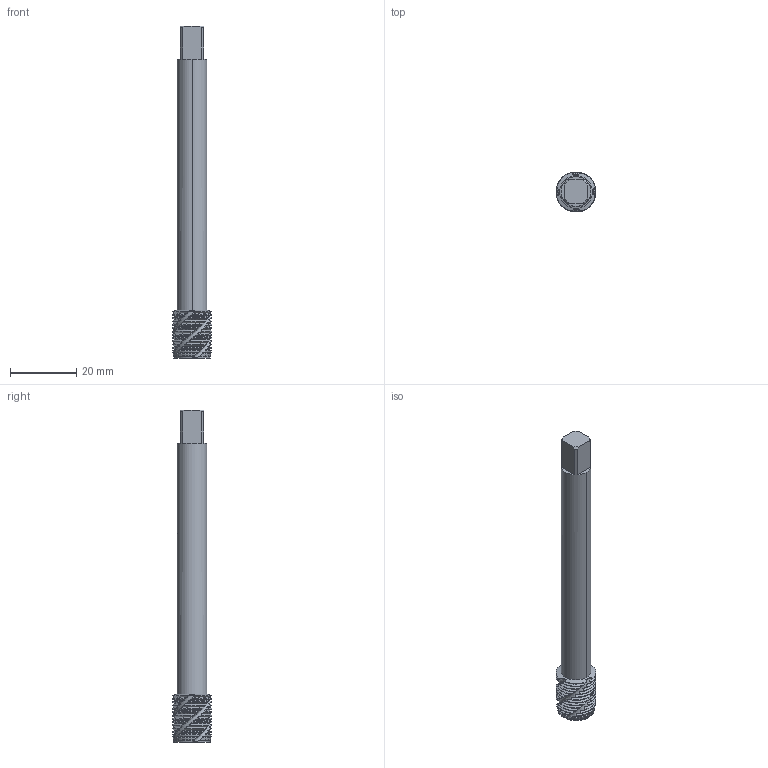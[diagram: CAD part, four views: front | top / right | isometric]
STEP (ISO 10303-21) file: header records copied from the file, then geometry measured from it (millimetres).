
FILE_DESCRIPTION(('no description'),'unknown implementation level');
FILE_NAME('solidZttpf_GkfhG3_Mn61ZUMZXNbUMk_1.STP',' ',('CIM GmbH Aachen'),('CADClick - KiM GmbH - www.kimweb.de'),'unknown preprocess','ACIS','unknown authorization');
FILE_SCHEMA(('automotive_design'));
Length unit declared in the file: millimetre
Products named in the file (2): 1; 2
Bounding box: 12 x 12 x 100 mm (x, y, z)
Volume: 6686.6 mm3; surface area: 4328.3 mm2
Topology: 2 solids, 2 shells, 383 faces, 1089 edges, 710 vertices
Faces by surface type: cone 194, cylinder 160, plane 17, bspline 8, revolution 4
Entity records: 31560 total; most frequent: CARTESIAN_POINT 10193, STYLED_ITEM 2184, PRESENTATION_STYLE_ASSIGNMENT 2184, COLOUR_RGB 2184, ORIENTED_EDGE 2178, DIRECTION 1725, EDGE_CURVE 1089, CURVE_STYLE 1089
